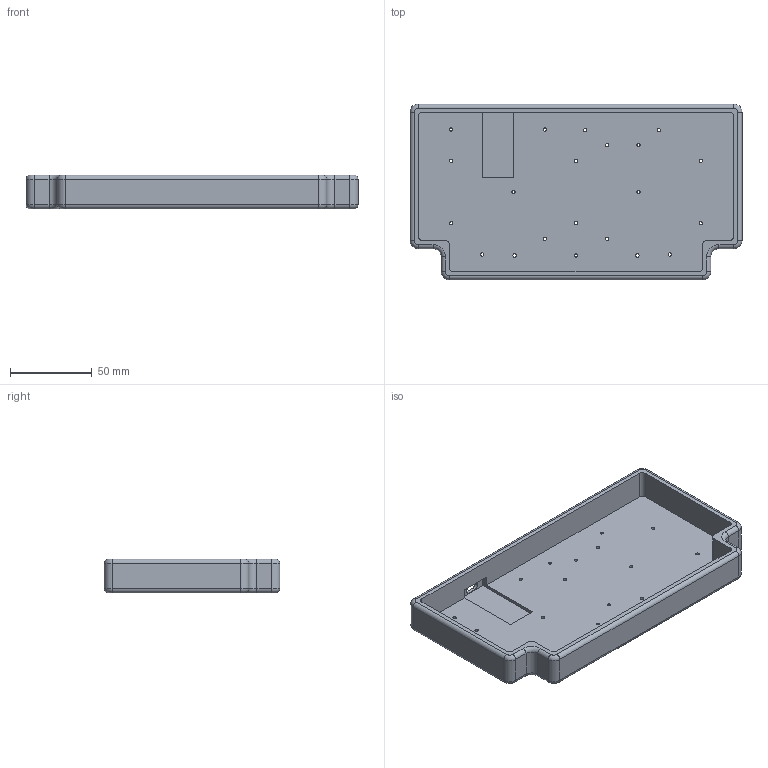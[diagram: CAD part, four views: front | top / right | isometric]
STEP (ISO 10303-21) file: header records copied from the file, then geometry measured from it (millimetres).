
FILE_DESCRIPTION(('HOOPS Exchange Step'),'2;1');
FILE_NAME('temp_export','2022-10-01T16:23:38-04:00',('mobile'),('Shapr3D Limited'),'HOOPS Exchange 2022.1','Shapr3D','Authorized');
FILE_SCHEMA( ('AP203_CONFIGURATION_CONTROLLED_3D_DESIGN_OF_MECHANICAL_PARTS_AND_ASSEMBLIES_MIM_LF') );
Length unit declared in the file: millimetre
Products named in the file (1): Case
Bounding box: 202.5 x 107.25 x 20.6 mm (x, y, z)
Volume: 111309.3 mm3; surface area: 63892 mm2
Topology: 1 solids, 1 shells, 144 faces, 402 edges, 281 vertices
Faces by surface type: cylinder 74, plane 48, torus 16, bspline 6
Full cylindrical faces by diameter (mm): 2 x21, 3.6 x17
Entity records: 5801 total; most frequent: CARTESIAN_POINT 1765, DIRECTION 892, ORIENTED_EDGE 804, EDGE_CURVE 402, AXIS2_PLACEMENT_3D 371, VERTEX_POINT 281, CIRCLE 232, EDGE_LOOP 209
